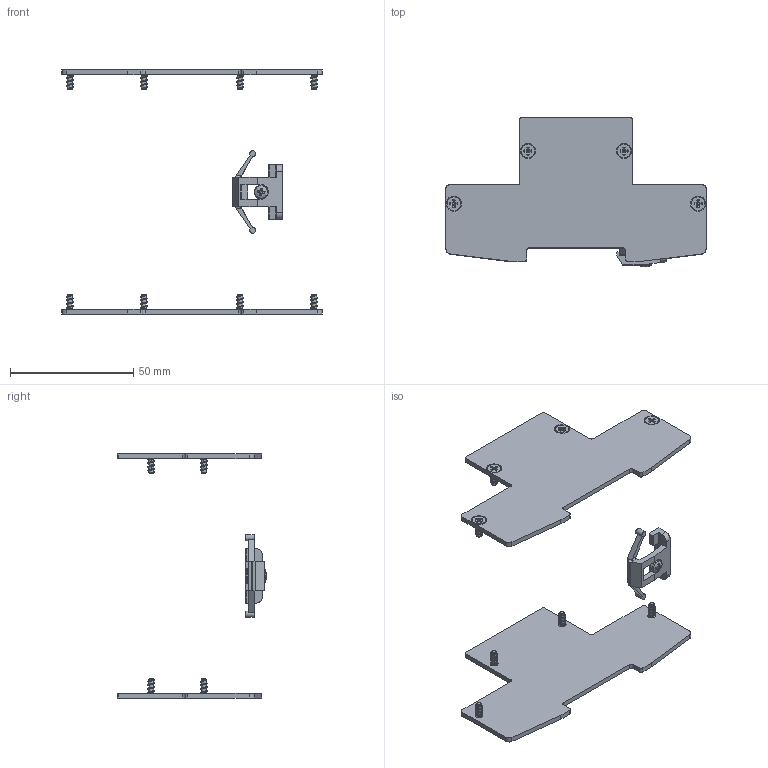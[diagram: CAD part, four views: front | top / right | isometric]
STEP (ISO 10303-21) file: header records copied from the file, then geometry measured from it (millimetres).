
FILE_DESCRIPTION(/* description */ (''),/* implementation_level */ '2;1');
FILE_NAME(/* name */ '87304210_AR 105-45-KS AL.stp',/* time_stamp */ '2022-08-03T08:26:48+02:00',/* author */ ('luedemann'),/* organization */ (''),/* preprocessor_version */ 'ST-DEVELOPER v18.1',/* originating_system */ 'Autodesk Inventor 2022',/* authorisation */ '');
FILE_SCHEMA (('AUTOMOTIVE_DESIGN { 1 0 10303 214 3 1 1 }'));
Length unit declared in the file: millimetre
Products named in the file (6): 87304210_AR 105-45-KS AL; 2602283_3D; 2602283_3Dsym; SHR S KA30X8 WN 1413 MG_3DSYM PART1; 2602275_Rastelement_3D; SHRZB2_9X6_5-_3DSYM PART1
Assembly tree (9 placements, depth 3):
  87304210_AR 105-45-KS AL
    2602283_3D  x2
      2602283_3Dsym
      SHR S KA30X8 WN 1413 MG_3DSYM PART1
    2602275_Rastelement_3D
    SHRZB2_9X6_5-_3DSYM PART1
Bounding box: 105.4 x 60.6 x 99 mm (x, y, z)
Volume: 18088.9 mm3; surface area: 20652.8 mm2
Topology: 12 solids, 12 shells, 1104 faces, 2616 edges, 1478 vertices
Faces by surface type: cylinder 464, plane 253, sphere 129, bspline 114, torus 110, cone 34
Full cylindrical faces by diameter (mm): 2 x27, 2.4 x2, 3 x26, 3.2 x8, 5.5 x8, 5.6 x1
Entity records: 9680 total; most frequent: CARTESIAN_POINT 3145, DIRECTION 1342, ORIENTED_EDGE 1308, EDGE_CURVE 654, AXIS2_PLACEMENT_3D 500, VERTEX_POINT 406, LINE 342, VECTOR 342
